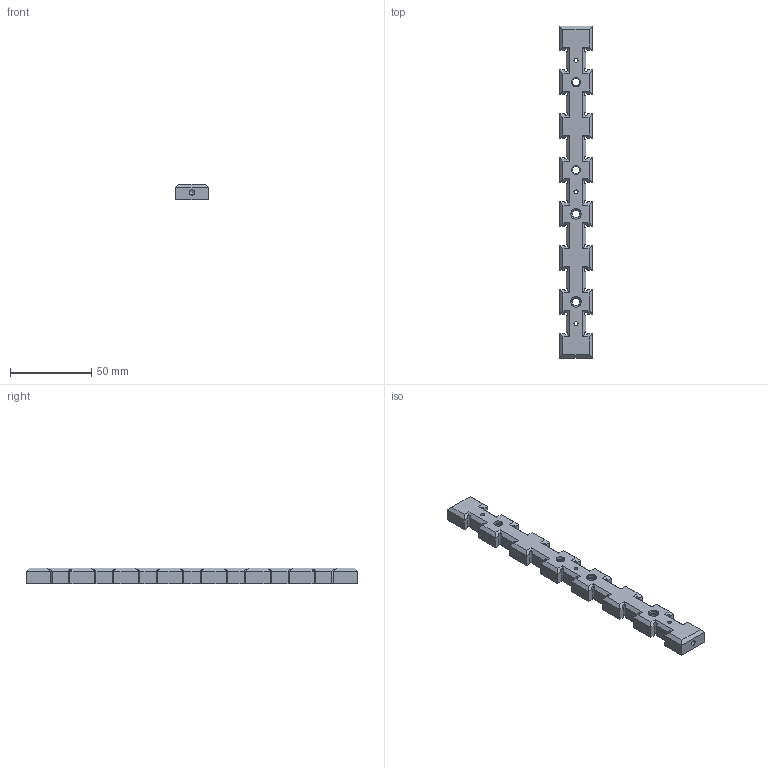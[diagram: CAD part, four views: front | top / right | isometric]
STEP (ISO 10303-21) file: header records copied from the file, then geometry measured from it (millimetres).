
FILE_DESCRIPTION(/* description */ ('','CAx-IF Rec.Pracs.---Representation and Presentation of Product Manufacturing Information (PMI)---4.0---2014-10-13'),/* implementation_level */ '2;1');
FILE_NAME(/* name */ 'Locating_bar v1.step',/* time_stamp */ '2024-11-25T10:41:24+01:00',/* author */ (''),/* organization */ (''),/* preprocessor_version */ 'ST-DEVELOPER v20',/* originating_system */ 'Autodesk Translation Framework v13.20.0.188',/* authorisation */ '');
FILE_SCHEMA (('AP242_MANAGED_MODEL_BASED_3D_ENGINEERING_MIM_LF { 1 0 10303 442 1 1 4 }'));
Length unit declared in the file: millimetre
Products named in the file (1): Locating_bar
Bounding box: 20 x 204 x 9.5 mm (x, y, z)
Volume: 29263.8 mm3; surface area: 12978.8 mm2
Topology: 1 solids, 1 shells, 188 faces, 499 edges, 320 vertices
Faces by surface type: plane 129, cylinder 48, cone 11
Full cylindrical faces by diameter (mm): 2.459 x3, 3.242 x2, 4 x3, 4.5 x4, 5.5 x4, 8 x4
Entity records: 5855 total; most frequent: DIRECTION 1013, CARTESIAN_POINT 1006, ORIENTED_EDGE 994, EDGE_CURVE 497, LINE 359, VECTOR 359, AXIS2_PLACEMENT_3D 327, VERTEX_POINT 320
